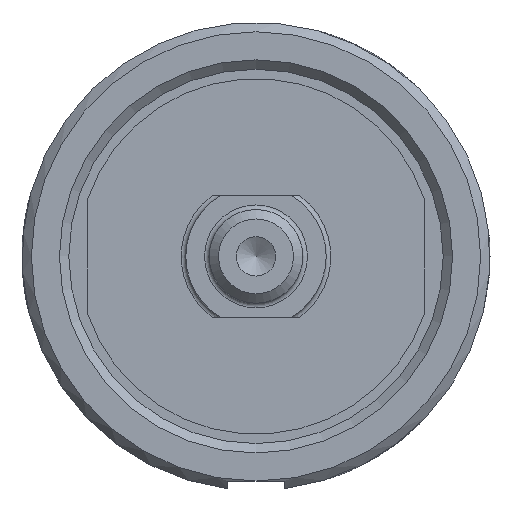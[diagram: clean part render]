
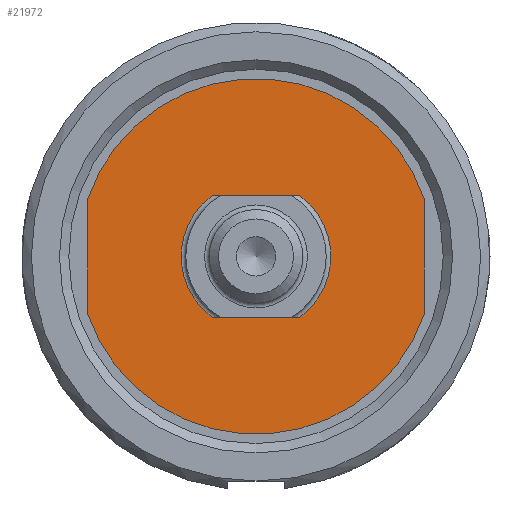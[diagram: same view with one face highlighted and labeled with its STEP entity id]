
A CAD part, left-side view. The second image highlights one B-rep face of the part: STEP entity #21972.
In plain terms, the highlighted planar face has unit normal (-1, 0, 0).
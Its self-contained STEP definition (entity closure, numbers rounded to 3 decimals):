
#126 = EDGE_CURVE ( 'NONE', #14106, #14984, #8842, .T. ) ;
#929 = AXIS2_PLACEMENT_3D ( 'NONE', #3937, #19848, #4046 ) ;
#1667 = AXIS2_PLACEMENT_3D ( 'NONE', #1764, #5213, #12224 ) ;
#1764 = CARTESIAN_POINT ( 'NONE',  ( -86., 0., 0. ) ) ;
#2090 = EDGE_LOOP ( 'NONE', ( #3773, #7341, #2673, #7321 ) ) ;
#2673 = ORIENTED_EDGE ( 'NONE', *, *, #8471, .F. ) ;
#2725 = DIRECTION ( 'NONE',  ( 0., 0., 1. ) ) ;
#3205 = ORIENTED_EDGE ( 'NONE', *, *, #19192, .T. ) ;
#3373 = AXIS2_PLACEMENT_3D ( 'NONE', #21061, #11814, #17022 ) ;
#3627 = DIRECTION ( 'NONE',  ( 0., -1., 0. ) ) ;
#3666 = CARTESIAN_POINT ( 'NONE',  ( -86., -10., -6.5 ) ) ;
#3700 = VERTEX_POINT ( 'NONE', #6560 ) ;
#3763 = CIRCLE ( 'NONE', #3373, 8. ) ;
#3773 = ORIENTED_EDGE ( 'NONE', *, *, #5841, .T. ) ;
#3937 = CARTESIAN_POINT ( 'NONE',  ( -86., 0., 0. ) ) ;
#4046 = DIRECTION ( 'NONE',  ( 0., -1., 0. ) ) ;
#4097 = CARTESIAN_POINT ( 'NONE',  ( -86., 4.664, -6.5 ) ) ;
#4285 = CARTESIAN_POINT ( 'NONE',  ( -86., 7.5, 0. ) ) ;
#4595 = VECTOR ( 'NONE', #15870, 1000. ) ;
#4984 = AXIS2_PLACEMENT_3D ( 'NONE', #9834, #9940, #11564 ) ;
#5213 = DIRECTION ( 'NONE',  ( 1., 0., 0. ) ) ;
#5458 = VERTEX_POINT ( 'NONE', #4097 ) ;
#5841 = EDGE_CURVE ( 'NONE', #10215, #7039, #8830, .T. ) ;
#5934 = AXIS2_PLACEMENT_3D ( 'NONE', #4285, #6008, #3627 ) ;
#6008 = DIRECTION ( 'NONE',  ( -1., 0., 0. ) ) ;
#6137 = EDGE_LOOP ( 'NONE', ( #11648, #20293, #15030, #3205 ) ) ;
#6479 = VERTEX_POINT ( 'NONE', #21928 ) ;
#6560 = CARTESIAN_POINT ( 'NONE',  ( -86., 18., -6.083 ) ) ;
#6925 = CARTESIAN_POINT ( 'NONE',  ( -86., -4.664, 6.5 ) ) ;
#7039 = VERTEX_POINT ( 'NONE', #7571 ) ;
#7321 = ORIENTED_EDGE ( 'NONE', *, *, #13626, .F. ) ;
#7341 = ORIENTED_EDGE ( 'NONE', *, *, #13416, .F. ) ;
#7380 = VECTOR ( 'NONE', #2725, 1000. ) ;
#7571 = CARTESIAN_POINT ( 'NONE',  ( -86., -18., 6.083 ) ) ;
#8471 = EDGE_CURVE ( 'NONE', #3700, #6479, #11471, .T. ) ;
#8830 = LINE ( 'NONE', #9165, #18339 ) ;
#8840 = LINE ( 'NONE', #3666, #19312 ) ;
#8842 = LINE ( 'NONE', #12285, #4595 ) ;
#9165 = CARTESIAN_POINT ( 'NONE',  ( -86., -18., -10. ) ) ;
#9755 = CIRCLE ( 'NONE', #1667, 19. ) ;
#9834 = CARTESIAN_POINT ( 'NONE',  ( -86., 0., 0. ) ) ;
#9940 = DIRECTION ( 'NONE',  ( 1., 0., 0. ) ) ;
#10215 = VERTEX_POINT ( 'NONE', #10838 ) ;
#10223 = VERTEX_POINT ( 'NONE', #17535 ) ;
#10681 = DIRECTION ( 'NONE',  ( 0., 1., 0. ) ) ;
#10757 = FACE_OUTER_BOUND ( 'NONE', #2090, .T. ) ;
#10838 = CARTESIAN_POINT ( 'NONE',  ( -86., -18., -6.083 ) ) ;
#11471 = LINE ( 'NONE', #18509, #7380 ) ;
#11564 = DIRECTION ( 'NONE',  ( 0., 1., 0. ) ) ;
#11648 = ORIENTED_EDGE ( 'NONE', *, *, #19720, .T. ) ;
#11814 = DIRECTION ( 'NONE',  ( 1., 0., 0. ) ) ;
#12224 = DIRECTION ( 'NONE',  ( 0., 1., 0. ) ) ;
#12285 = CARTESIAN_POINT ( 'NONE',  ( -86., -10., 6.5 ) ) ;
#13416 = EDGE_CURVE ( 'NONE', #6479, #7039, #13441, .T. ) ;
#13441 = CIRCLE ( 'NONE', #4984, 19. ) ;
#13626 = EDGE_CURVE ( 'NONE', #10215, #3700, #9755, .T. ) ;
#14106 = VERTEX_POINT ( 'NONE', #6925 ) ;
#14658 = PLANE ( 'NONE',  #5934 ) ;
#14984 = VERTEX_POINT ( 'NONE', #15012 ) ;
#15012 = CARTESIAN_POINT ( 'NONE',  ( -86., 4.664, 6.5 ) ) ;
#15030 = ORIENTED_EDGE ( 'NONE', *, *, #16987, .T. ) ;
#15870 = DIRECTION ( 'NONE',  ( 0., 1., 0. ) ) ;
#15975 = DIRECTION ( 'NONE',  ( 0., 0., 1. ) ) ;
#16987 = EDGE_CURVE ( 'NONE', #14106, #10223, #3763, .T. ) ;
#17022 = DIRECTION ( 'NONE',  ( 0., -1., 0. ) ) ;
#17485 = CIRCLE ( 'NONE', #929, 8. ) ;
#17535 = CARTESIAN_POINT ( 'NONE',  ( -86., -4.664, -6.5 ) ) ;
#18339 = VECTOR ( 'NONE', #15975, 1000. ) ;
#18509 = CARTESIAN_POINT ( 'NONE',  ( -86., 18., -10. ) ) ;
#19192 = EDGE_CURVE ( 'NONE', #10223, #5458, #8840, .T. ) ;
#19312 = VECTOR ( 'NONE', #10681, 1000. ) ;
#19433 = FACE_BOUND ( 'NONE', #6137, .T. ) ;
#19720 = EDGE_CURVE ( 'NONE', #5458, #14984, #17485, .T. ) ;
#19848 = DIRECTION ( 'NONE',  ( 1., 0., 0. ) ) ;
#20293 = ORIENTED_EDGE ( 'NONE', *, *, #126, .F. ) ;
#21061 = CARTESIAN_POINT ( 'NONE',  ( -86., 0., 0. ) ) ;
#21928 = CARTESIAN_POINT ( 'NONE',  ( -86., 18., 6.083 ) ) ;
#21972 = ADVANCED_FACE ( 'NONE', ( #10757, #19433 ), #14658, .T. ) ;
